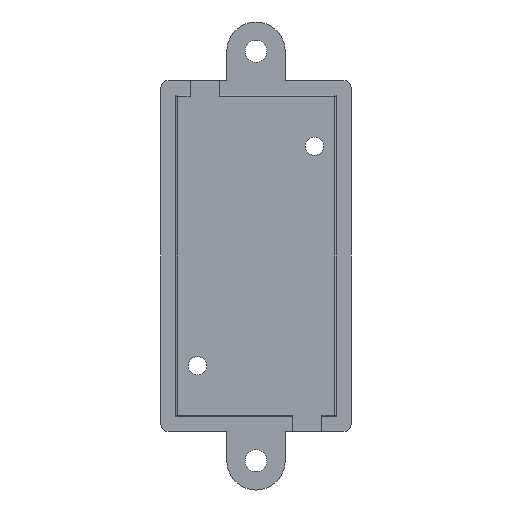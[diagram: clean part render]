
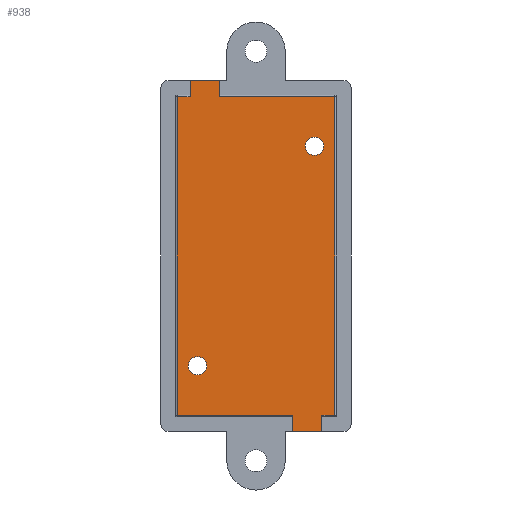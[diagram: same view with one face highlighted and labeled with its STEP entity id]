
A CAD part, front view. The second image highlights one B-rep face of the part: STEP entity #938.
In plain terms, the highlighted planar face has unit normal (0, -1, 0).
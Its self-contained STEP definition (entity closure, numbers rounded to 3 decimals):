
#15=FACE_BOUND('',#309,.T.);
#16=FACE_BOUND('',#310,.T.);
#25=PLANE('',#1020);
#51=LINE('',#1417,#139);
#53=LINE('',#1427,#141);
#56=LINE('',#1434,#144);
#61=LINE('',#1449,#149);
#62=LINE('',#1451,#150);
#63=LINE('',#1453,#151);
#64=LINE('',#1455,#152);
#65=LINE('',#1457,#153);
#66=LINE('',#1459,#154);
#67=LINE('',#1461,#155);
#68=LINE('',#1463,#156);
#69=LINE('',#1464,#157);
#139=VECTOR('',#1121,10.);
#141=VECTOR('',#1133,10.);
#144=VECTOR('',#1140,10.);
#149=VECTOR('',#1155,10.);
#150=VECTOR('',#1156,10.);
#151=VECTOR('',#1157,10.);
#152=VECTOR('',#1158,10.);
#153=VECTOR('',#1159,10.);
#154=VECTOR('',#1160,10.);
#155=VECTOR('',#1161,10.);
#156=VECTOR('',#1162,10.);
#157=VECTOR('',#1163,10.);
#256=FACE_OUTER_BOUND('',#308,.T.);
#308=EDGE_LOOP('',(#673,#674,#675,#676,#677,#678,#679,#680,#681,#682,#683,
#684));
#309=EDGE_LOOP('',(#685,#686));
#310=EDGE_LOOP('',(#687,#688));
#373=CIRCLE('',#1021,1.25);
#374=CIRCLE('',#1022,1.25);
#375=CIRCLE('',#1023,1.25);
#376=CIRCLE('',#1024,1.25);
#417=VERTEX_POINT('',#1410);
#419=VERTEX_POINT('',#1415);
#422=VERTEX_POINT('',#1423);
#423=VERTEX_POINT('',#1430);
#429=VERTEX_POINT('',#1448);
#430=VERTEX_POINT('',#1450);
#431=VERTEX_POINT('',#1452);
#432=VERTEX_POINT('',#1454);
#433=VERTEX_POINT('',#1456);
#434=VERTEX_POINT('',#1458);
#435=VERTEX_POINT('',#1460);
#436=VERTEX_POINT('',#1462);
#437=VERTEX_POINT('',#1465);
#438=VERTEX_POINT('',#1466);
#439=VERTEX_POINT('',#1469);
#440=VERTEX_POINT('',#1470);
#511=EDGE_CURVE('',#419,#417,#51,.T.);
#516=EDGE_CURVE('',#417,#422,#53,.T.);
#520=EDGE_CURVE('',#422,#423,#56,.T.);
#527=EDGE_CURVE('',#423,#429,#61,.T.);
#528=EDGE_CURVE('',#419,#430,#62,.T.);
#529=EDGE_CURVE('',#431,#430,#63,.T.);
#530=EDGE_CURVE('',#432,#431,#64,.T.);
#531=EDGE_CURVE('',#433,#432,#65,.T.);
#532=EDGE_CURVE('',#434,#433,#66,.T.);
#533=EDGE_CURVE('',#435,#434,#67,.T.);
#534=EDGE_CURVE('',#435,#436,#68,.T.);
#535=EDGE_CURVE('',#429,#436,#69,.T.);
#536=EDGE_CURVE('',#437,#438,#373,.T.);
#537=EDGE_CURVE('',#438,#437,#374,.T.);
#538=EDGE_CURVE('',#439,#440,#375,.T.);
#539=EDGE_CURVE('',#440,#439,#376,.T.);
#673=ORIENTED_EDGE('',*,*,#527,.F.);
#674=ORIENTED_EDGE('',*,*,#520,.F.);
#675=ORIENTED_EDGE('',*,*,#516,.F.);
#676=ORIENTED_EDGE('',*,*,#511,.F.);
#677=ORIENTED_EDGE('',*,*,#528,.T.);
#678=ORIENTED_EDGE('',*,*,#529,.F.);
#679=ORIENTED_EDGE('',*,*,#530,.F.);
#680=ORIENTED_EDGE('',*,*,#531,.F.);
#681=ORIENTED_EDGE('',*,*,#532,.F.);
#682=ORIENTED_EDGE('',*,*,#533,.F.);
#683=ORIENTED_EDGE('',*,*,#534,.T.);
#684=ORIENTED_EDGE('',*,*,#535,.F.);
#685=ORIENTED_EDGE('',*,*,#536,.T.);
#686=ORIENTED_EDGE('',*,*,#537,.T.);
#687=ORIENTED_EDGE('',*,*,#538,.T.);
#688=ORIENTED_EDGE('',*,*,#539,.T.);
#938=ADVANCED_FACE('',(#256,#15,#16),#25,.F.);
#1020=AXIS2_PLACEMENT_3D('',#1447,#1153,#1154);
#1021=AXIS2_PLACEMENT_3D('',#1467,#1164,#1165);
#1022=AXIS2_PLACEMENT_3D('',#1468,#1166,#1167);
#1023=AXIS2_PLACEMENT_3D('',#1471,#1168,#1169);
#1024=AXIS2_PLACEMENT_3D('',#1472,#1170,#1171);
#1121=DIRECTION('',(1.,0.,0.));
#1133=DIRECTION('',(0.,0.,-1.));
#1140=DIRECTION('',(-1.,0.,0.));
#1153=DIRECTION('center_axis',(0.,1.,0.));
#1154=DIRECTION('ref_axis',(0.,0.,1.));
#1155=DIRECTION('',(0.,0.,-1.));
#1156=DIRECTION('',(0.,0.,1.));
#1157=DIRECTION('',(1.,0.,0.));
#1158=DIRECTION('',(0.,0.,1.));
#1159=DIRECTION('',(1.,0.,0.));
#1160=DIRECTION('',(0.,0.,1.));
#1161=DIRECTION('',(-1.,0.,0.));
#1162=DIRECTION('',(0.,0.,-1.));
#1163=DIRECTION('',(-1.,0.,0.));
#1164=DIRECTION('center_axis',(0.,1.,0.));
#1165=DIRECTION('ref_axis',(1.,0.,0.));
#1166=DIRECTION('center_axis',(0.,1.,0.));
#1167=DIRECTION('ref_axis',(1.,0.,0.));
#1168=DIRECTION('center_axis',(0.,1.,0.));
#1169=DIRECTION('ref_axis',(1.,0.,0.));
#1170=DIRECTION('center_axis',(0.,1.,0.));
#1171=DIRECTION('ref_axis',(1.,0.,0.));
#1410=CARTESIAN_POINT('',(10.75,0.,21.75));
#1415=CARTESIAN_POINT('',(-5.,0.,21.75));
#1417=CARTESIAN_POINT('',(5.5,0.,21.75));
#1423=CARTESIAN_POINT('',(10.75,0.,-21.75));
#1427=CARTESIAN_POINT('',(10.75,0.,-11.));
#1430=CARTESIAN_POINT('',(9.,0.,-21.75));
#1434=CARTESIAN_POINT('',(-5.5,0.,-21.75));
#1447=CARTESIAN_POINT('Origin',(0.,0.,0.));
#1448=CARTESIAN_POINT('',(9.,0.,-24.));
#1449=CARTESIAN_POINT('',(9.,0.,-22.));
#1450=CARTESIAN_POINT('',(-5.,0.,24.));
#1451=CARTESIAN_POINT('',(-5.,0.,22.));
#1452=CARTESIAN_POINT('',(-9.,0.,24.));
#1453=CARTESIAN_POINT('',(-11.,0.,24.));
#1454=CARTESIAN_POINT('',(-9.,0.,21.75));
#1455=CARTESIAN_POINT('',(-9.,0.,22.));
#1456=CARTESIAN_POINT('',(-10.75,0.,21.75));
#1457=CARTESIAN_POINT('',(5.5,0.,21.75));
#1458=CARTESIAN_POINT('',(-10.75,0.,-21.75));
#1459=CARTESIAN_POINT('',(-10.75,0.,11.));
#1460=CARTESIAN_POINT('',(5.,0.,-21.75));
#1461=CARTESIAN_POINT('',(-5.5,0.,-21.75));
#1462=CARTESIAN_POINT('',(5.,0.,-24.));
#1463=CARTESIAN_POINT('',(5.,0.,-22.));
#1464=CARTESIAN_POINT('',(11.,0.,-24.));
#1465=CARTESIAN_POINT('',(9.25,0.,15.));
#1466=CARTESIAN_POINT('',(6.75,0.,15.));
#1467=CARTESIAN_POINT('Origin',(8.,0.,15.));
#1468=CARTESIAN_POINT('Origin',(8.,0.,15.));
#1469=CARTESIAN_POINT('',(-6.75,0.,-15.));
#1470=CARTESIAN_POINT('',(-9.25,0.,-15.));
#1471=CARTESIAN_POINT('Origin',(-8.,0.,-15.));
#1472=CARTESIAN_POINT('Origin',(-8.,0.,-15.));
